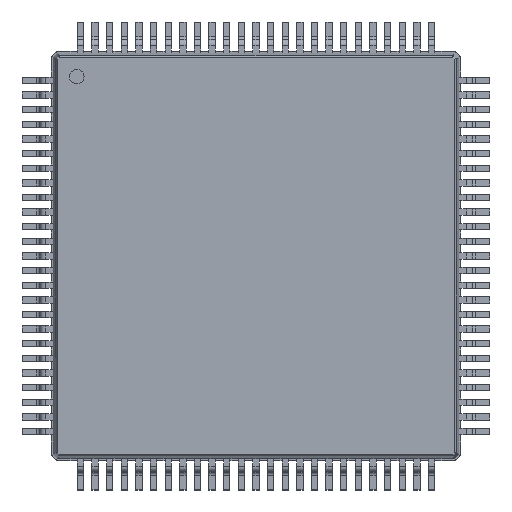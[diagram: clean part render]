
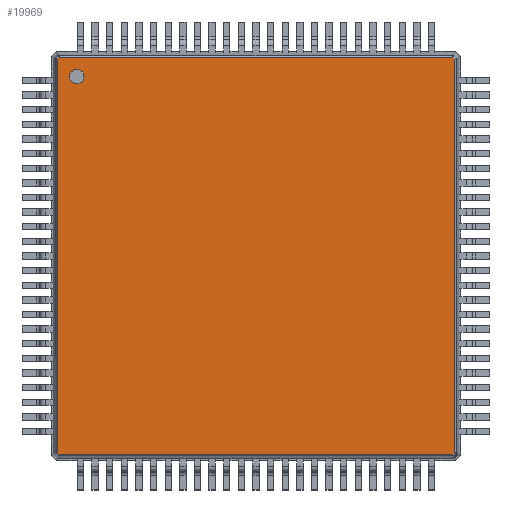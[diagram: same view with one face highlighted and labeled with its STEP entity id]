
A CAD part, top view. The second image highlights one B-rep face of the part: STEP entity #19969.
In plain terms, the highlighted planar face has unit normal (0, 0, 1).
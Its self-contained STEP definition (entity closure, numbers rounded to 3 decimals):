
#10000 = VERTEX_POINT('',#10001);
#10001 = CARTESIAN_POINT('',(6.789,6.724,1.1));
#10291 = EDGE_CURVE('',#10000,#10292,#10294,.T.);
#10292 = VERTEX_POINT('',#10293);
#10293 = CARTESIAN_POINT('',(6.789,-6.724,1.1));
#10294 = B_SPLINE_CURVE_WITH_KNOTS('',2,(#10295,#10296,#10297,#10298,
#10299),.UNSPECIFIED.,.F.,.F.,(3,1,1,3),(-0.7,
-0.04,13.52,14.18),
.UNSPECIFIED.);
#10295 = CARTESIAN_POINT('',(6.789,7.44,1.1));
#10296 = CARTESIAN_POINT('',(6.789,7.11,1.1));
#10297 = CARTESIAN_POINT('',(6.789,0.,1.1));
#10298 = CARTESIAN_POINT('',(6.789,-7.11,1.1));
#10299 = CARTESIAN_POINT('',(6.789,-7.44,1.1));
#19329 = EDGE_CURVE('',#10292,#19330,#19332,.T.);
#19330 = VERTEX_POINT('',#19331);
#19331 = CARTESIAN_POINT('',(6.724,-6.789,1.1));
#19332 = B_SPLINE_CURVE_WITH_KNOTS('',2,(#19333,#19334,#19335,#19336,
#19337),.UNSPECIFIED.,.F.,.F.,(3,1,1,3),(-0.291,
-0.04,0.167,0.418),.UNSPECIFIED.);
#19333 = CARTESIAN_POINT('',(7.007,-6.505,1.1));
#19334 = CARTESIAN_POINT('',(6.918,-6.594,1.1));
#19335 = CARTESIAN_POINT('',(6.756,-6.756,1.1));
#19336 = CARTESIAN_POINT('',(6.594,-6.918,1.1));
#19337 = CARTESIAN_POINT('',(6.505,-7.007,1.1));
#19653 = VERTEX_POINT('',#19654);
#19654 = CARTESIAN_POINT('',(6.724,6.789,1.1));
#19944 = EDGE_CURVE('',#19653,#10000,#19945,.T.);
#19945 = B_SPLINE_CURVE_WITH_KNOTS('',2,(#19946,#19947,#19948,#19949,
#19950),.UNSPECIFIED.,.F.,.F.,(3,1,1,3),(-0.291,
-0.04,0.167,0.418),.UNSPECIFIED.);
#19946 = CARTESIAN_POINT('',(6.505,7.007,1.1));
#19947 = CARTESIAN_POINT('',(6.594,6.918,1.1));
#19948 = CARTESIAN_POINT('',(6.756,6.756,1.1));
#19949 = CARTESIAN_POINT('',(6.918,6.594,1.1));
#19950 = CARTESIAN_POINT('',(7.007,6.505,1.1));
#19969 = ADVANCED_FACE('',(#19970,#20023),#20034,.T.);
#19970 = FACE_BOUND('',#19971,.T.);
#19971 = EDGE_LOOP('',(#19972,#19984,#19992,#19993,#19994,#19995,#20005,
#20015));
#19972 = ORIENTED_EDGE('',*,*,#19973,.F.);
#19973 = EDGE_CURVE('',#19974,#19976,#19978,.T.);
#19974 = VERTEX_POINT('',#19975);
#19975 = CARTESIAN_POINT('',(-6.724,-6.789,1.1));
#19976 = VERTEX_POINT('',#19977);
#19977 = CARTESIAN_POINT('',(-6.789,-6.724,1.1));
#19978 = B_SPLINE_CURVE_WITH_KNOTS('',2,(#19979,#19980,#19981,#19982,
#19983),.UNSPECIFIED.,.F.,.F.,(3,1,1,3),(-0.291,
-0.04,0.167,0.418),.UNSPECIFIED.);
#19979 = CARTESIAN_POINT('',(-6.505,-7.007,1.1));
#19980 = CARTESIAN_POINT('',(-6.594,-6.918,1.1));
#19981 = CARTESIAN_POINT('',(-6.756,-6.756,1.1));
#19982 = CARTESIAN_POINT('',(-6.918,-6.594,1.1));
#19983 = CARTESIAN_POINT('',(-7.007,-6.505,1.1));
#19984 = ORIENTED_EDGE('',*,*,#19985,.F.);
#19985 = EDGE_CURVE('',#19330,#19974,#19986,.T.);
#19986 = B_SPLINE_CURVE_WITH_KNOTS('',2,(#19987,#19988,#19989,#19990,
#19991),.UNSPECIFIED.,.F.,.F.,(3,1,1,3),(-0.7,
-0.04,13.52,14.18),
.UNSPECIFIED.);
#19987 = CARTESIAN_POINT('',(7.44,-6.789,1.1));
#19988 = CARTESIAN_POINT('',(7.11,-6.789,1.1));
#19989 = CARTESIAN_POINT('',(0.,-6.789,1.1));
#19990 = CARTESIAN_POINT('',(-7.11,-6.789,1.1));
#19991 = CARTESIAN_POINT('',(-7.44,-6.789,1.1));
#19992 = ORIENTED_EDGE('',*,*,#19329,.F.);
#19993 = ORIENTED_EDGE('',*,*,#10291,.F.);
#19994 = ORIENTED_EDGE('',*,*,#19944,.F.);
#19995 = ORIENTED_EDGE('',*,*,#19996,.F.);
#19996 = EDGE_CURVE('',#19997,#19653,#19999,.T.);
#19997 = VERTEX_POINT('',#19998);
#19998 = CARTESIAN_POINT('',(-6.724,6.789,1.1));
#19999 = B_SPLINE_CURVE_WITH_KNOTS('',2,(#20000,#20001,#20002,#20003,
#20004),.UNSPECIFIED.,.F.,.F.,(3,1,1,3),(-0.7,
-0.04,13.52,14.18),
.UNSPECIFIED.);
#20000 = CARTESIAN_POINT('',(-7.44,6.789,1.1));
#20001 = CARTESIAN_POINT('',(-7.11,6.789,1.1));
#20002 = CARTESIAN_POINT('',(0.,6.789,1.1));
#20003 = CARTESIAN_POINT('',(7.11,6.789,1.1));
#20004 = CARTESIAN_POINT('',(7.44,6.789,1.1));
#20005 = ORIENTED_EDGE('',*,*,#20006,.F.);
#20006 = EDGE_CURVE('',#20007,#19997,#20009,.T.);
#20007 = VERTEX_POINT('',#20008);
#20008 = CARTESIAN_POINT('',(-6.789,6.724,1.1));
#20009 = B_SPLINE_CURVE_WITH_KNOTS('',2,(#20010,#20011,#20012,#20013,
#20014),.UNSPECIFIED.,.F.,.F.,(3,1,1,3),(-0.291,
-0.04,0.167,0.418),.UNSPECIFIED.);
#20010 = CARTESIAN_POINT('',(-7.007,6.505,1.1));
#20011 = CARTESIAN_POINT('',(-6.918,6.594,1.1));
#20012 = CARTESIAN_POINT('',(-6.756,6.756,1.1));
#20013 = CARTESIAN_POINT('',(-6.594,6.918,1.1));
#20014 = CARTESIAN_POINT('',(-6.505,7.007,1.1));
#20015 = ORIENTED_EDGE('',*,*,#20016,.F.);
#20016 = EDGE_CURVE('',#19976,#20007,#20017,.T.);
#20017 = B_SPLINE_CURVE_WITH_KNOTS('',2,(#20018,#20019,#20020,#20021,
#20022),.UNSPECIFIED.,.F.,.F.,(3,1,1,3),(-0.7,
-0.04,13.52,14.18),
.UNSPECIFIED.);
#20018 = CARTESIAN_POINT('',(-6.789,-7.44,1.1));
#20019 = CARTESIAN_POINT('',(-6.789,-7.11,1.1));
#20020 = CARTESIAN_POINT('',(-6.789,0.,1.1));
#20021 = CARTESIAN_POINT('',(-6.789,7.11,1.1));
#20022 = CARTESIAN_POINT('',(-6.789,7.44,1.1));
#20023 = FACE_BOUND('',#20024,.T.);
#20024 = EDGE_LOOP('',(#20025));
#20025 = ORIENTED_EDGE('',*,*,#20026,.F.);
#20026 = EDGE_CURVE('',#20027,#20027,#20029,.T.);
#20027 = VERTEX_POINT('',#20028);
#20028 = CARTESIAN_POINT('',(-6.129,5.879,1.1));
#20029 = CIRCLE('',#20030,0.25);
#20030 = AXIS2_PLACEMENT_3D('',#20031,#20032,#20033);
#20031 = CARTESIAN_POINT('',(-6.129,6.129,1.1));
#20032 = DIRECTION('',(0.,0.,1.));
#20033 = DIRECTION('',(0.,-1.,0.));
#20034 = PLANE('',#20035);
#20035 = AXIS2_PLACEMENT_3D('',#20036,#20037,#20038);
#20036 = CARTESIAN_POINT('',(-6.74,6.829,1.1));
#20037 = DIRECTION('',(0.,0.,1.));
#20038 = DIRECTION('',(0.702,-0.712,0.));
